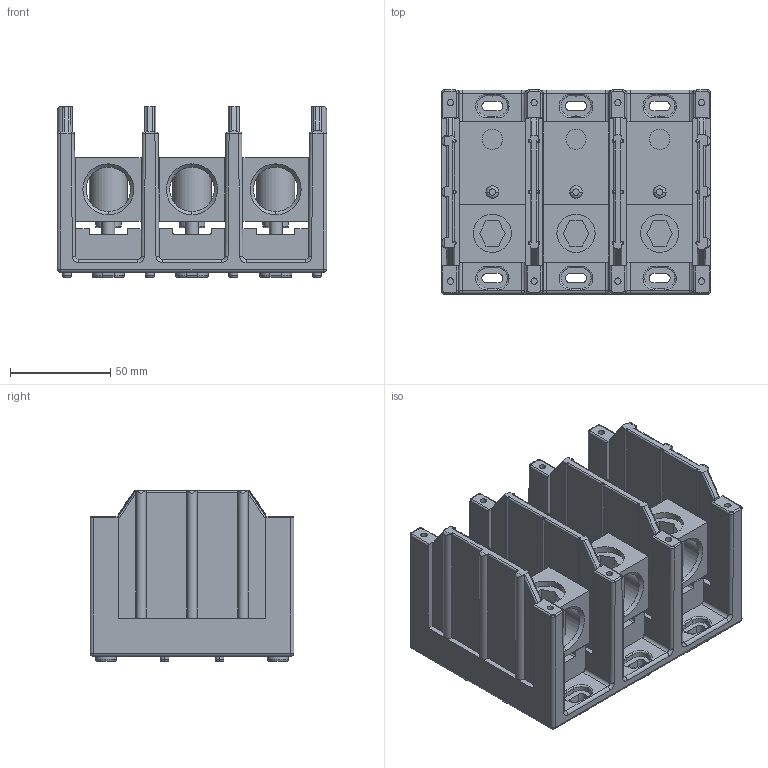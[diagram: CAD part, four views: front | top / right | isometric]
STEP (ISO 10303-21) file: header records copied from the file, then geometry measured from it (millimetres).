
FILE_DESCRIPTION (( 'STEP AP214' ), '1' );
FILE_NAME ('PB4013.STEP', '2014-12-17T20:07:22', ( '' ), ( '' ), 'SwSTEP 2.0', 'SolidWorks 2014', '' );
FILE_SCHEMA (( 'AUTOMOTIVE_DESIGN' ));
Length unit declared in the file: inch
Products named in the file (1): PB4013
Bounding box: 134.14 x 101.6 x 85.09 mm (x, y, z)
Volume: 361619.8 mm3; surface area: 165799.6 mm2
Topology: 16 solids, 16 shells, 1183 faces, 2989 edges, 1832 vertices
Faces by surface type: cylinder 524, plane 371, torus 248, bspline 24, cone 12, sphere 4
Entity records: 53958 total; most frequent: CARTESIAN_POINT 9810, DIRECTION 6230, ORIENTED_EDGE 5946, EDGE_CURVE 2973, AXIS2_PLACEMENT_3D 2442, VERTEX_POINT 1832, LINE 1346, VECTOR 1346
